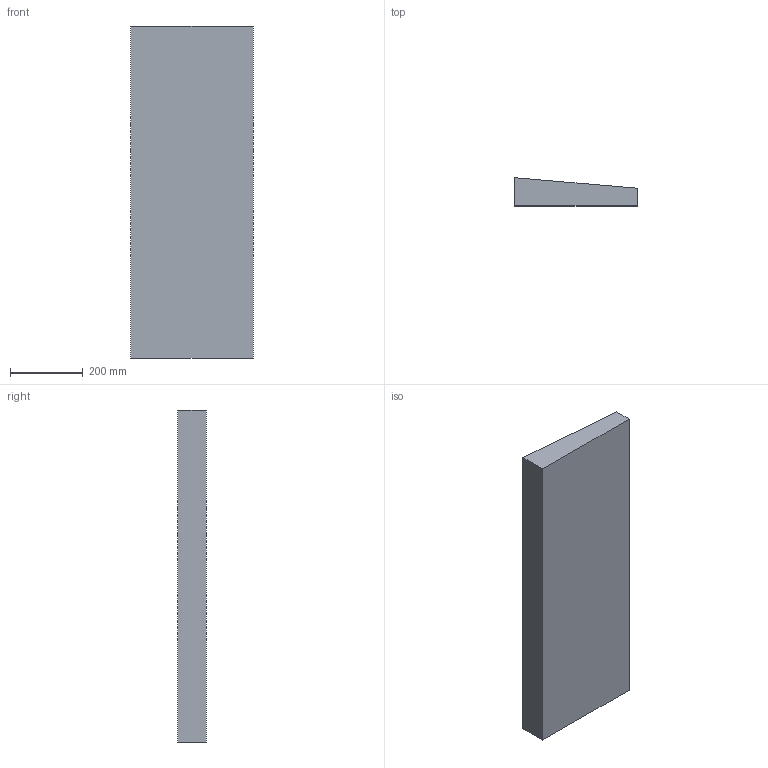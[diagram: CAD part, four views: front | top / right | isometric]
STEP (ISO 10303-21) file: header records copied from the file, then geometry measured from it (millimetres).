
FILE_DESCRIPTION (( 'STEP AP203' ), '1' );
FILE_NAME ('RF3-WMRI.STEP', '2024-03-25T11:08:09', ( '' ), ( '' ), 'SwSTEP 2.0', 'SolidWorks 2021', '' );
FILE_SCHEMA (( 'CONFIG_CONTROL_DESIGN' ));
Length unit declared in the file: millimetre
Products named in the file (1): RF3-WMRI
Bounding box: 335 x 77 x 910 mm (x, y, z)
Volume: 18968430.8 mm3; surface area: 784994.8 mm2
Topology: 1 solids, 1 shells, 106 faces, 282 edges, 188 vertices
Faces by surface type: plane 85, bspline 21
Entity records: 4561 total; most frequent: CARTESIAN_POINT 1982, ORIENTED_EDGE 564, DIRECTION 412, EDGE_CURVE 282, VECTOR 240, LINE 240, VERTEX_POINT 188, EDGE_LOOP 116
